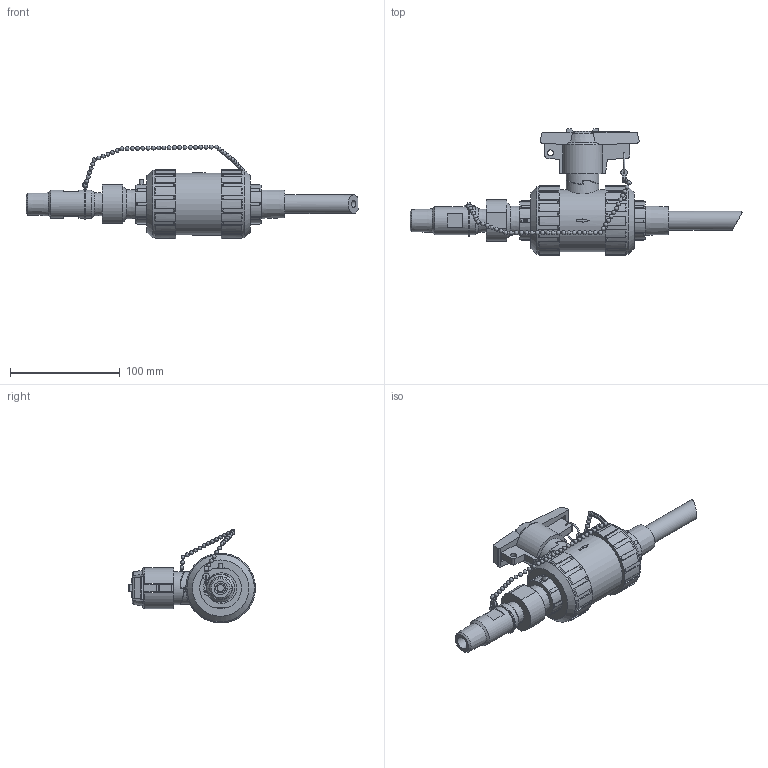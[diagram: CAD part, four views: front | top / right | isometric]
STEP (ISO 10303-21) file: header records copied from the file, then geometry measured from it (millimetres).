
FILE_DESCRIPTION((''),'2;1');
FILE_NAME('CCS-56-PVDF-25_R0.stp','2017-08-01T11:26:28',('salesdesk5'),(''),'Autodesk Inventor 2009','Autodesk Inventor 2009','');
FILE_SCHEMA(('AUTOMOTIVE_DESIGN { 1 0 10303 214 1 1 1 1 }'));
Length unit declared in the file: inch
Products named in the file (1): CCS-56-PVDF-25_R0
Bounding box: 302.82 x 115.65 x 85.54 mm (x, y, z)
Volume: 413167 mm3; surface area: 75703.2 mm2
Topology: 1 solids, 4 shells, 600 faces, 1611 edges, 1038 vertices
Faces by surface type: plane 294, cone 108, cylinder 77, bspline 62, sphere 49, torus 10
Full cylindrical faces by diameter (mm): 2 x1, 3.81 x1, 5.5 x1, 6.35 x2, 11.906 x1, 14.173 x1, 14.224 x1, 17.145 x1, 25.4 x2, 29.98 x1, 30 x1, 34.544 x2, 37.338 x2, 45.745 x2, 54.864 x2, 56.7 x1, 61.519 x2, 63.5 x2
Entity records: 19904 total; most frequent: CARTESIAN_POINT 5402, DIRECTION 2937, ORIENTED_EDGE 2832, EDGE_CURVE 1416, AXIS2_PLACEMENT_3D 1072, VERTEX_POINT 994, VECTOR 793, LINE 793
